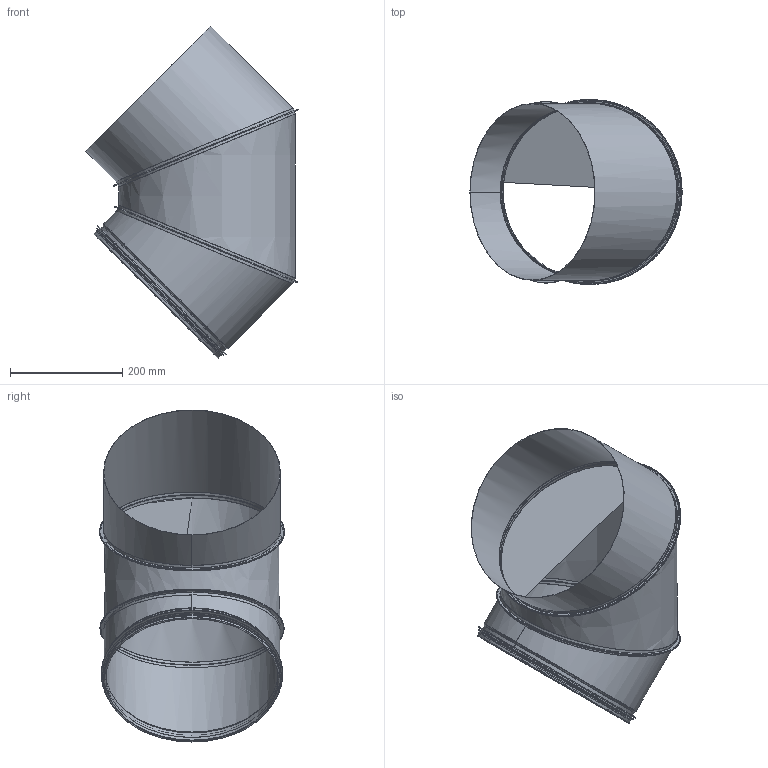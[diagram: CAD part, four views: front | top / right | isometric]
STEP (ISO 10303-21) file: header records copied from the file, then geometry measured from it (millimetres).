
FILE_DESCRIPTION((''),'2;1');
FILE_NAME('DI10008.stp','2014-02-19T15:39:35',(''),(''),'Autodesk Inventor 2013','Autodesk Inventor 2013','');
FILE_SCHEMA(('AUTOMOTIVE_DESIGN { 1 2 10303 214 0 1 1 1 }'));
Length unit declared in the file: millimetre
Products named in the file (6): DI10008; HIBKMRörämne-315; HIBKSegmentMitten-315; HIBKMSegmentÄnde_315; HIBKSegmentÄnde-315; 999008
Assembly tree (5 placements, depth 3):
  DI10008
    HIBKMRörämne-315
      HIBKSegmentMitten-315
      HIBKMSegmentÄnde_315
      HIBKSegmentÄnde-315
    999008
Bounding box: 378.38 x 329.93 x 592.18 mm (x, y, z)
Volume: 279808.8 mm3; surface area: 1032289.4 mm2
Topology: 4 solids, 4 shells, 102 faces, 221 edges, 125 vertices
Faces by surface type: plane 45, bspline 21, cylinder 14, torus 14, cone 8
Full cylindrical faces by diameter (mm): 308.05 x1, 309.05 x1, 310.25 x1, 312.85 x5, 313.85 x2, 314.45 x1, 315.45 x1, 319.25 x1, 324.25 x1
Entity records: 5709 total; most frequent: CARTESIAN_POINT 3431, DIRECTION 422, ORIENTED_EDGE 386, EDGE_CURVE 193, AXIS2_PLACEMENT_3D 173, EDGE_LOOP 125, VERTEX_POINT 120, STYLED_ITEM 104
